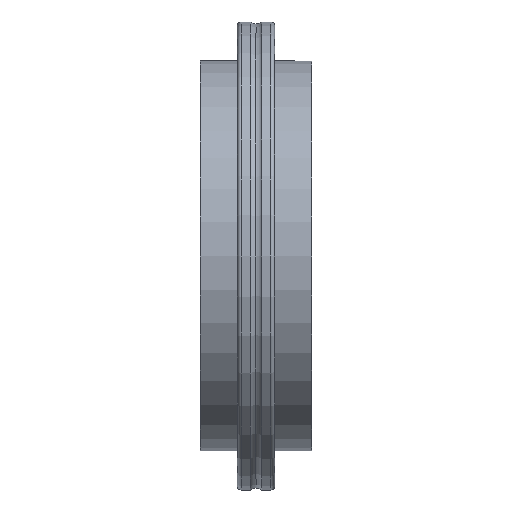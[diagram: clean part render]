
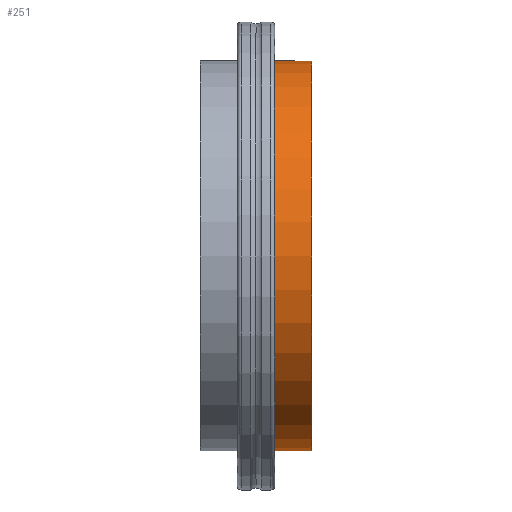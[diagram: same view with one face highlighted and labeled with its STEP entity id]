
A CAD part, left-side view. The second image highlights one B-rep face of the part: STEP entity #251.
In plain terms, the highlighted cylindrical face has radius 52.5 mm (diameter 105 mm), a partial arc.
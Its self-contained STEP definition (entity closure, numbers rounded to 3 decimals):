
#122 = EDGE_CURVE ( 'NONE', #3211, #3212, #866, .T. ) ;
#125 = EDGE_CURVE ( 'NONE', #3210, #3213, #875, .T. ) ;
#151 = EDGE_CURVE ( 'NONE', #3212, #3213, #435, .T. ) ;
#152 = EDGE_CURVE ( 'NONE', #3211, #3210, #436, .T. ) ;
#251 = ADVANCED_FACE ( 'NONE', ( #1913 ), #1911, .T. ) ;
#435 = CIRCLE ( 'NONE', #1759, 52.5 ) ;
#436 = CIRCLE ( 'NONE', #1760, 52.5 ) ;
#866 = LINE ( 'NONE', #867, #1733 ) ;
#867 = CARTESIAN_POINT ( 'NONE',  ( 0., 0., 52.5 ) ) ;
#868 = DIRECTION ( 'NONE',  ( 0., -1., 0. ) ) ;
#875 = LINE ( 'NONE', #876, #1736 ) ;
#876 = CARTESIAN_POINT ( 'NONE',  ( 0., 0., -52.5 ) ) ;
#877 = DIRECTION ( 'NONE',  ( 0., -1., 0. ) ) ;
#952 = CARTESIAN_POINT ( 'NONE',  ( 0., 28.316, 0. ) ) ;
#953 = DIRECTION ( 'NONE',  ( 0., -1., 0. ) ) ;
#954 = DIRECTION ( 'NONE',  ( 0., 0., -1. ) ) ;
#955 = CARTESIAN_POINT ( 'NONE',  ( 0., 38.316, 0. ) ) ;
#956 = DIRECTION ( 'NONE',  ( 0., -1., 0. ) ) ;
#957 = DIRECTION ( 'NONE',  ( 0., 0., -1. ) ) ;
#1253 = CARTESIAN_POINT ( 'NONE',  ( 0., 0., 0. ) ) ;
#1254 = DIRECTION ( 'NONE',  ( 0., -1., 0. ) ) ;
#1255 = DIRECTION ( 'NONE',  ( 0., 0., -1. ) ) ;
#1733 = VECTOR ( 'NONE', #868, 1000. ) ;
#1736 = VECTOR ( 'NONE', #877, 1000. ) ;
#1759 = AXIS2_PLACEMENT_3D ( 'NONE', #952, #953, #954 ) ;
#1760 = AXIS2_PLACEMENT_3D ( 'NONE', #955, #956, #957 ) ;
#1909 = AXIS2_PLACEMENT_3D ( 'NONE', #1253, #1254, #1255 ) ;
#1911 = CYLINDRICAL_SURFACE ( 'NONE', #1909, 52.5 ) ;
#1913 = FACE_OUTER_BOUND ( 'NONE', #3285, .T. ) ;
#2598 = CARTESIAN_POINT ( 'NONE',  ( 0., 38.316, -52.5 ) ) ;
#2599 = CARTESIAN_POINT ( 'NONE',  ( 0., 38.316, 52.5 ) ) ;
#2600 = CARTESIAN_POINT ( 'NONE',  ( 0., 28.316, 52.5 ) ) ;
#2601 = CARTESIAN_POINT ( 'NONE',  ( 0., 28.316, -52.5 ) ) ;
#2932 = ORIENTED_EDGE ( 'NONE', *, *, #122, .F. ) ;
#2935 = ORIENTED_EDGE ( 'NONE', *, *, #125, .T. ) ;
#2936 = ORIENTED_EDGE ( 'NONE', *, *, #152, .T. ) ;
#2938 = ORIENTED_EDGE ( 'NONE', *, *, #151, .F. ) ;
#3210 = VERTEX_POINT ( 'NONE', #2598 ) ;
#3211 = VERTEX_POINT ( 'NONE', #2599 ) ;
#3212 = VERTEX_POINT ( 'NONE', #2600 ) ;
#3213 = VERTEX_POINT ( 'NONE', #2601 ) ;
#3285 = EDGE_LOOP ( 'NONE', ( #2932, #2936, #2935, #2938 ) ) ;
